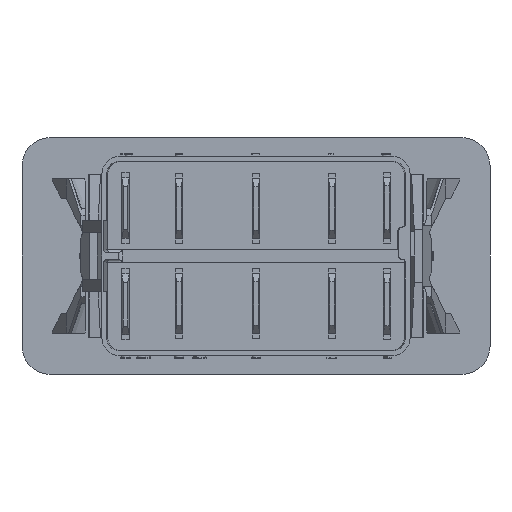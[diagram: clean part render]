
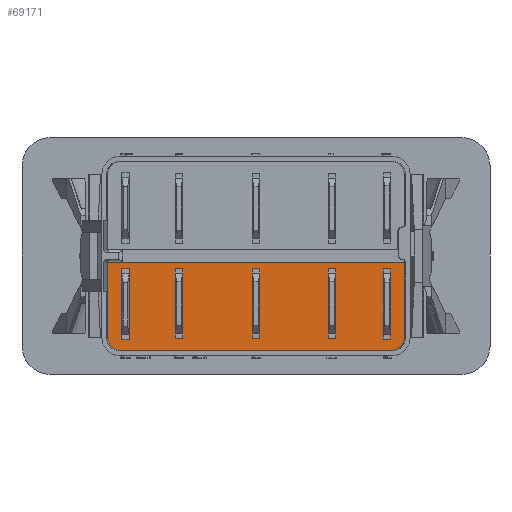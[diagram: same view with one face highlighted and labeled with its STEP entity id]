
A CAD part, front view. The second image highlights one B-rep face of the part: STEP entity #69171.
In plain terms, the highlighted planar face has unit normal (0, -1, 0).
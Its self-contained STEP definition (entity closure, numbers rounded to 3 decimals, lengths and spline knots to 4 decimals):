
#23399=DIRECTION('',(1.,0.,0.));
#23400=VECTOR('',#23399,1.1104);
#23401=CARTESIAN_POINT('',(-0.5552,-0.595,-0.3872));
#23402=LINE('',#23401,#23400);
#23403=DIRECTION('',(0.,0.,-1.));
#23404=VECTOR('',#23403,0.3072);
#23405=CARTESIAN_POINT('',(-0.6102,-0.595,-0.025));
#23406=LINE('',#23405,#23404);
#23407=DIRECTION('',(1.,0.,0.));
#23408=VECTOR('',#23407,1.2203);
#23409=CARTESIAN_POINT('',(-0.6102,-0.595,-0.025));
#23410=LINE('',#23409,#23408);
#23411=DIRECTION('',(0.,0.,1.));
#23412=VECTOR('',#23411,0.3072);
#23413=CARTESIAN_POINT('',(0.6102,-0.595,-0.3322));
#23414=LINE('',#23413,#23412);
#23415=DIRECTION('',(0.,0.,1.));
#23416=VECTOR('',#23415,0.29);
#23417=CARTESIAN_POINT('',(-0.015,-0.595,-0.34));
#23418=LINE('',#23417,#23416);
#23419=DIRECTION('',(-1.,0.,0.));
#23420=VECTOR('',#23419,0.031);
#23421=CARTESIAN_POINT('',(0.016,-0.595,-0.34));
#23422=LINE('',#23421,#23420);
#23423=DIRECTION('',(0.,0.,1.));
#23424=VECTOR('',#23423,0.29);
#23425=CARTESIAN_POINT('',(0.016,-0.595,-0.34));
#23426=LINE('',#23425,#23424);
#23427=DIRECTION('',(-1.,0.,0.));
#23428=VECTOR('',#23427,0.031);
#23429=CARTESIAN_POINT('',(0.016,-0.595,-0.05));
#23430=LINE('',#23429,#23428);
#23431=DIRECTION('',(0.,0.,1.));
#23432=VECTOR('',#23431,0.29);
#23433=CARTESIAN_POINT('',(0.297,-0.595,-0.34));
#23434=LINE('',#23433,#23432);
#23435=DIRECTION('',(-1.,0.,0.));
#23436=VECTOR('',#23435,0.031);
#23437=CARTESIAN_POINT('',(0.328,-0.595,-0.34));
#23438=LINE('',#23437,#23436);
#23439=DIRECTION('',(0.,0.,1.));
#23440=VECTOR('',#23439,0.29);
#23441=CARTESIAN_POINT('',(0.328,-0.595,-0.34));
#23442=LINE('',#23441,#23440);
#23443=DIRECTION('',(-1.,0.,0.));
#23444=VECTOR('',#23443,0.031);
#23445=CARTESIAN_POINT('',(0.328,-0.595,-0.05));
#23446=LINE('',#23445,#23444);
#23447=DIRECTION('',(0.,0.,-1.));
#23448=VECTOR('',#23447,0.29);
#23449=CARTESIAN_POINT('',(-0.301,-0.595,-0.05));
#23450=LINE('',#23449,#23448);
#23451=DIRECTION('',(1.,0.,0.));
#23452=VECTOR('',#23451,0.031);
#23453=CARTESIAN_POINT('',(-0.332,-0.595,-0.05));
#23454=LINE('',#23453,#23452);
#23455=DIRECTION('',(0.,0.,-1.));
#23456=VECTOR('',#23455,0.29);
#23457=CARTESIAN_POINT('',(-0.332,-0.595,-0.05));
#23458=LINE('',#23457,#23456);
#23459=DIRECTION('',(1.,0.,0.));
#23460=VECTOR('',#23459,0.031);
#23461=CARTESIAN_POINT('',(-0.332,-0.595,-0.34));
#23462=LINE('',#23461,#23460);
#23463=DIRECTION('',(0.,0.,-1.));
#23464=VECTOR('',#23463,0.29);
#23465=CARTESIAN_POINT('',(0.5535,-0.595,-0.052));
#23466=LINE('',#23465,#23464);
#23467=DIRECTION('',(-1.,0.,0.));
#23468=VECTOR('',#23467,0.031);
#23469=CARTESIAN_POINT('',(0.5535,-0.595,-0.052));
#23470=LINE('',#23469,#23468);
#23471=DIRECTION('',(0.,0.,-1.));
#23472=VECTOR('',#23471,0.29);
#23473=CARTESIAN_POINT('',(0.5225,-0.595,-0.052));
#23474=LINE('',#23473,#23472);
#23475=DIRECTION('',(1.,0.,0.));
#23476=VECTOR('',#23475,0.031);
#23477=CARTESIAN_POINT('',(0.5225,-0.595,-0.342));
#23478=LINE('',#23477,#23476);
#23479=DIRECTION('',(0.,0.,-1.));
#23480=VECTOR('',#23479,0.29);
#23481=CARTESIAN_POINT('',(-0.5205,-0.595,-0.053));
#23482=LINE('',#23481,#23480);
#23483=DIRECTION('',(-1.,0.,0.));
#23484=VECTOR('',#23483,0.031);
#23485=CARTESIAN_POINT('',(-0.5205,-0.595,-0.053));
#23486=LINE('',#23485,#23484);
#23487=DIRECTION('',(0.,0.,-1.));
#23488=VECTOR('',#23487,0.29);
#23489=CARTESIAN_POINT('',(-0.5515,-0.595,-0.053));
#23490=LINE('',#23489,#23488);
#23491=DIRECTION('',(1.,0.,0.));
#23492=VECTOR('',#23491,0.031);
#23493=CARTESIAN_POINT('',(-0.5515,-0.595,-0.343));
#23494=LINE('',#23493,#23492);
#23511=CARTESIAN_POINT('',(0.5552,-0.595,-0.3872));
#23512=CARTESIAN_POINT('',(0.5644,-0.595,-0.3872));
#23513=CARTESIAN_POINT('',(0.5787,-0.595,-0.3832));
#23514=CARTESIAN_POINT('',(0.5949,-0.595,-0.3719));
#23515=CARTESIAN_POINT('',(0.6062,-0.595,-0.3557));
#23516=CARTESIAN_POINT('',(0.6102,-0.595,-0.3414));
#23517=CARTESIAN_POINT('',(0.6102,-0.595,-0.3322));
#23535=CARTESIAN_POINT('',(-0.6102,-0.595,-0.3322));
#23536=CARTESIAN_POINT('',(-0.6102,-0.595,-0.3414));
#23537=CARTESIAN_POINT('',(-0.6062,-0.595,-0.3557));
#23538=CARTESIAN_POINT('',(-0.5949,-0.595,-0.3719));
#23539=CARTESIAN_POINT('',(-0.5787,-0.595,-0.3832));
#23540=CARTESIAN_POINT('',(-0.5644,-0.595,-0.3872));
#23541=CARTESIAN_POINT('',(-0.5552,-0.595,-0.3872));
#31284=CARTESIAN_POINT('',(-0.6102,-0.595,-0.025));
#31285=CARTESIAN_POINT('',(0.6102,-0.595,-0.025));
#31286=VERTEX_POINT('',#31284);
#31287=VERTEX_POINT('',#31285);
#31313=CARTESIAN_POINT('',(0.6102,-0.595,-0.3322));
#31315=VERTEX_POINT('',#31313);
#31317=CARTESIAN_POINT('',(0.5552,-0.595,-0.3872));
#31319=VERTEX_POINT('',#31317);
#31329=CARTESIAN_POINT('',(-0.5552,-0.595,-0.3872));
#31331=VERTEX_POINT('',#31329);
#31333=CARTESIAN_POINT('',(-0.6102,-0.595,-0.3322));
#31335=VERTEX_POINT('',#31333);
#34192=CARTESIAN_POINT('',(-0.015,-0.595,-0.34));
#34193=CARTESIAN_POINT('',(-0.015,-0.595,-0.05));
#34194=VERTEX_POINT('',#34192);
#34195=VERTEX_POINT('',#34193);
#34196=CARTESIAN_POINT('',(0.016,-0.595,-0.34));
#34197=CARTESIAN_POINT('',(0.016,-0.595,-0.05));
#34198=VERTEX_POINT('',#34196);
#34199=VERTEX_POINT('',#34197);
#34548=CARTESIAN_POINT('',(0.297,-0.595,-0.34));
#34549=CARTESIAN_POINT('',(0.297,-0.595,-0.05));
#34550=VERTEX_POINT('',#34548);
#34551=VERTEX_POINT('',#34549);
#34552=CARTESIAN_POINT('',(0.328,-0.595,-0.34));
#34553=CARTESIAN_POINT('',(0.328,-0.595,-0.05));
#34554=VERTEX_POINT('',#34552);
#34555=VERTEX_POINT('',#34553);
#34780=CARTESIAN_POINT('',(-0.301,-0.595,-0.05));
#34781=CARTESIAN_POINT('',(-0.301,-0.595,-0.34));
#34782=VERTEX_POINT('',#34780);
#34783=VERTEX_POINT('',#34781);
#34784=CARTESIAN_POINT('',(-0.332,-0.595,-0.05));
#34785=CARTESIAN_POINT('',(-0.332,-0.595,-0.34));
#34786=VERTEX_POINT('',#34784);
#34787=VERTEX_POINT('',#34785);
#34916=CARTESIAN_POINT('',(0.5535,-0.595,-0.052));
#34917=CARTESIAN_POINT('',(0.5535,-0.595,-0.342));
#34918=VERTEX_POINT('',#34916);
#34919=VERTEX_POINT('',#34917);
#34920=CARTESIAN_POINT('',(0.5225,-0.595,-0.052));
#34921=CARTESIAN_POINT('',(0.5225,-0.595,-0.342));
#34922=VERTEX_POINT('',#34920);
#34923=VERTEX_POINT('',#34921);
#35012=CARTESIAN_POINT('',(-0.5205,-0.595,-0.053));
#35013=CARTESIAN_POINT('',(-0.5205,-0.595,-0.343));
#35014=VERTEX_POINT('',#35012);
#35015=VERTEX_POINT('',#35013);
#35016=CARTESIAN_POINT('',(-0.5515,-0.595,-0.053));
#35017=CARTESIAN_POINT('',(-0.5515,-0.595,-0.343));
#35018=VERTEX_POINT('',#35016);
#35019=VERTEX_POINT('',#35017);
#69104=CARTESIAN_POINT('',(0.,-0.595,0.));
#69105=DIRECTION('',(0.,-1.,0.));
#69106=DIRECTION('',(1.,0.,0.));
#69107=AXIS2_PLACEMENT_3D('',#69104,#69105,#69106);
#69108=PLANE('',#69107);
#69110=ORIENTED_EDGE('',*,*,#69109,.F.);
#69112=ORIENTED_EDGE('',*,*,#69111,.F.);
#69114=ORIENTED_EDGE('',*,*,#69113,.F.);
#69116=ORIENTED_EDGE('',*,*,#69115,.F.);
#69117=ORIENTED_EDGE('',*,*,#69097,.T.);
#69118=ORIENTED_EDGE('',*,*,#68980,.F.);
#69119=EDGE_LOOP('',(#69110,#69112,#69114,#69116,#69117,#69118));
#69120=FACE_OUTER_BOUND('',#69119,.F.);
#69122=ORIENTED_EDGE('',*,*,#69121,.F.);
#69124=ORIENTED_EDGE('',*,*,#69123,.F.);
#69126=ORIENTED_EDGE('',*,*,#69125,.T.);
#69128=ORIENTED_EDGE('',*,*,#69127,.T.);
#69129=EDGE_LOOP('',(#69122,#69124,#69126,#69128));
#69130=FACE_BOUND('',#69129,.F.);
#69132=ORIENTED_EDGE('',*,*,#69131,.F.);
#69134=ORIENTED_EDGE('',*,*,#69133,.F.);
#69136=ORIENTED_EDGE('',*,*,#69135,.T.);
#69138=ORIENTED_EDGE('',*,*,#69137,.T.);
#69139=EDGE_LOOP('',(#69132,#69134,#69136,#69138));
#69140=FACE_BOUND('',#69139,.F.);
#69142=ORIENTED_EDGE('',*,*,#69141,.F.);
#69144=ORIENTED_EDGE('',*,*,#69143,.F.);
#69146=ORIENTED_EDGE('',*,*,#69145,.T.);
#69148=ORIENTED_EDGE('',*,*,#69147,.T.);
#69149=EDGE_LOOP('',(#69142,#69144,#69146,#69148));
#69150=FACE_BOUND('',#69149,.F.);
#69152=ORIENTED_EDGE('',*,*,#69151,.F.);
#69154=ORIENTED_EDGE('',*,*,#69153,.T.);
#69156=ORIENTED_EDGE('',*,*,#69155,.T.);
#69158=ORIENTED_EDGE('',*,*,#69157,.T.);
#69159=EDGE_LOOP('',(#69152,#69154,#69156,#69158));
#69160=FACE_BOUND('',#69159,.F.);
#69162=ORIENTED_EDGE('',*,*,#69161,.F.);
#69164=ORIENTED_EDGE('',*,*,#69163,.T.);
#69166=ORIENTED_EDGE('',*,*,#69165,.T.);
#69168=ORIENTED_EDGE('',*,*,#69167,.T.);
#69169=EDGE_LOOP('',(#69162,#69164,#69166,#69168));
#69170=FACE_BOUND('',#69169,.F.);
#23518=B_SPLINE_CURVE_WITH_KNOTS('',3,(#23511,#23512,#23513,#23514,#23515,
#23516,#23517),.UNSPECIFIED.,.F.,.F.,(4,1,1,1,4),(0.,0.25,0.5,0.75,
1.),.UNSPECIFIED.);
#23542=B_SPLINE_CURVE_WITH_KNOTS('',3,(#23535,#23536,#23537,#23538,#23539,
#23540,#23541),.UNSPECIFIED.,.F.,.F.,(4,1,1,1,4),(0.,0.25,0.5,0.75,
1.),.UNSPECIFIED.);
#68980=EDGE_CURVE('',#31315,#31287,#23414,.T.);
#69097=EDGE_CURVE('',#31286,#31287,#23410,.T.);
#69109=EDGE_CURVE('',#31319,#31315,#23518,.T.);
#69111=EDGE_CURVE('',#31331,#31319,#23402,.T.);
#69113=EDGE_CURVE('',#31335,#31331,#23542,.T.);
#69115=EDGE_CURVE('',#31286,#31335,#23406,.T.);
#69121=EDGE_CURVE('',#34194,#34195,#23418,.T.);
#69123=EDGE_CURVE('',#34198,#34194,#23422,.T.);
#69125=EDGE_CURVE('',#34198,#34199,#23426,.T.);
#69127=EDGE_CURVE('',#34199,#34195,#23430,.T.);
#69131=EDGE_CURVE('',#34550,#34551,#23434,.T.);
#69133=EDGE_CURVE('',#34554,#34550,#23438,.T.);
#69135=EDGE_CURVE('',#34554,#34555,#23442,.T.);
#69137=EDGE_CURVE('',#34555,#34551,#23446,.T.);
#69141=EDGE_CURVE('',#34782,#34783,#23450,.T.);
#69143=EDGE_CURVE('',#34786,#34782,#23454,.T.);
#69145=EDGE_CURVE('',#34786,#34787,#23458,.T.);
#69147=EDGE_CURVE('',#34787,#34783,#23462,.T.);
#69151=EDGE_CURVE('',#34918,#34919,#23466,.T.);
#69153=EDGE_CURVE('',#34918,#34922,#23470,.T.);
#69155=EDGE_CURVE('',#34922,#34923,#23474,.T.);
#69157=EDGE_CURVE('',#34923,#34919,#23478,.T.);
#69161=EDGE_CURVE('',#35014,#35015,#23482,.T.);
#69163=EDGE_CURVE('',#35014,#35018,#23486,.T.);
#69165=EDGE_CURVE('',#35018,#35019,#23490,.T.);
#69167=EDGE_CURVE('',#35019,#35015,#23494,.T.);
#69171=ADVANCED_FACE('',(#69120,#69130,#69140,#69150,#69160,#69170),#69108,.T.);
